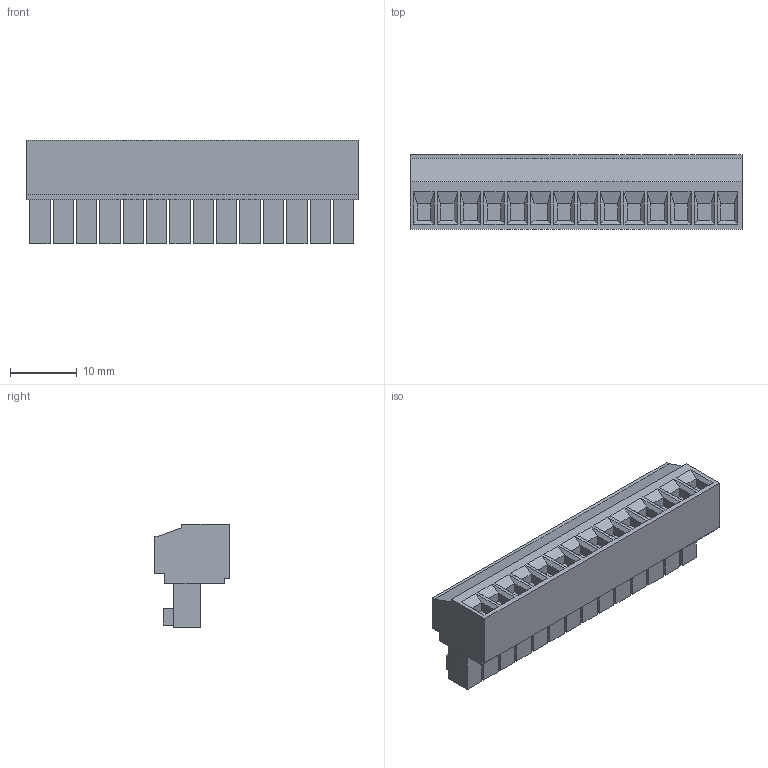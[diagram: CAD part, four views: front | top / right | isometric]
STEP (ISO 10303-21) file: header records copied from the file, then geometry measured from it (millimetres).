
FILE_DESCRIPTION((''),'2;1');
FILE_NAME('395000014','2015-01-12T',('me'),(''),'PRO/ENGINEER BY PARAMETRIC TECHNOLOGY CORPORATION, 2011490','PRO/ENGINEER BY PARAMETRIC TECHNOLOGY CORPORATION, 2011490','');
FILE_SCHEMA(('CONFIG_CONTROL_DESIGN'));
Length unit declared in the file: inch
Products named in the file (1): 395000014
Bounding box: 49.81 x 11.18 x 15.49 mm (x, y, z)
Volume: 5338.2 mm3; surface area: 4343 mm2
Topology: 1 solids, 1 shells, 619 faces, 1473 edges, 982 vertices
Faces by surface type: plane 465, cylinder 126, cone 28
Entity records: 17620 total; most frequent: DIRECTION 3021, CARTESIAN_POINT 3019, ORIENTED_EDGE 2890, EDGE_CURVE 1445, VECTOR 1165, LINE 1165, AXIS2_PLACEMENT_3D 928, VERTEX_POINT 926
